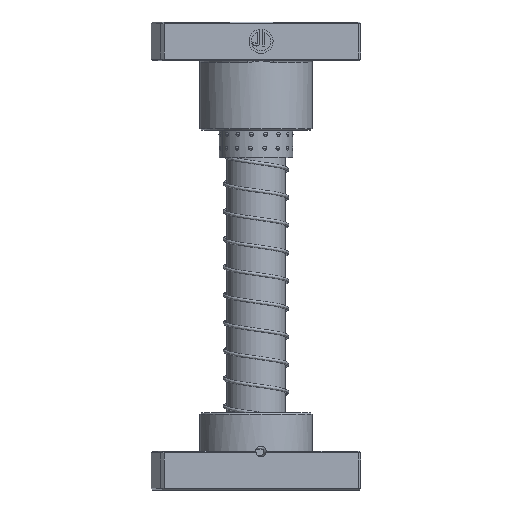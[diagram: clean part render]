
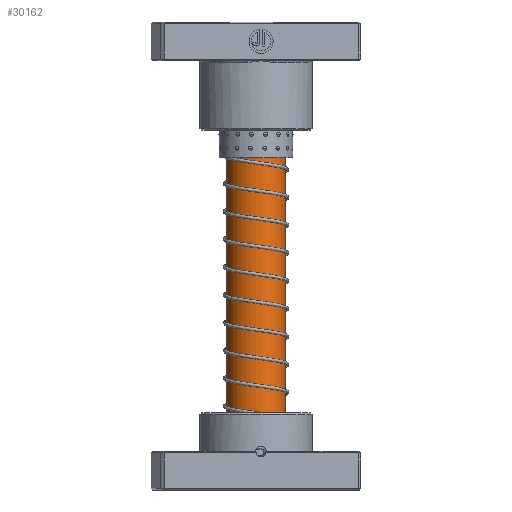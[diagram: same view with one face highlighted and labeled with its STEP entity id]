
A CAD part, front view. The second image highlights one B-rep face of the part: STEP entity #30162.
In plain terms, the highlighted cylindrical face has radius 19 mm (diameter 38 mm), a partial arc.
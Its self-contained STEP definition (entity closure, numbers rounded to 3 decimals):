
#1460 = EDGE_LOOP ( 'NONE', ( #5803, #15139, #12654, #24842 ) ) ;
#2364 = VERTEX_POINT ( 'NONE', #3837 ) ;
#3837 = CARTESIAN_POINT ( 'NONE',  ( 19., 0., 256. ) ) ;
#5578 = LINE ( 'NONE', #20721, #42060 ) ;
#5803 = ORIENTED_EDGE ( 'NONE', *, *, #9954, .F. ) ;
#6114 = EDGE_CURVE ( 'NONE', #2364, #40786, #7048, .T. ) ;
#7048 = CIRCLE ( 'NONE', #38561, 19. ) ;
#8623 = FACE_OUTER_BOUND ( 'NONE', #1460, .T. ) ;
#9954 = EDGE_CURVE ( 'NONE', #2364, #37093, #5578, .T. ) ;
#10192 = CARTESIAN_POINT ( 'NONE',  ( 0., 0., 256. ) ) ;
#10888 = CARTESIAN_POINT ( 'NONE',  ( 19., 0., 29.25 ) ) ;
#11866 = AXIS2_PLACEMENT_3D ( 'NONE', #16845, #45246, #27684 ) ;
#12654 = ORIENTED_EDGE ( 'NONE', *, *, #41242, .T. ) ;
#12741 = DIRECTION ( 'NONE',  ( 0., 0., -1. ) ) ;
#12810 = AXIS2_PLACEMENT_3D ( 'NONE', #33920, #12741, #37467 ) ;
#13745 = DIRECTION ( 'NONE',  ( 1., 0., 0. ) ) ;
#15139 = ORIENTED_EDGE ( 'NONE', *, *, #6114, .T. ) ;
#15789 = LINE ( 'NONE', #35130, #33491 ) ;
#16845 = CARTESIAN_POINT ( 'NONE',  ( 0., 0., 260. ) ) ;
#16932 = CYLINDRICAL_SURFACE ( 'NONE', #11866, 19. ) ;
#20721 = CARTESIAN_POINT ( 'NONE',  ( 19., 0., 260. ) ) ;
#24491 = DIRECTION ( 'NONE',  ( 0., 0., -1. ) ) ;
#24842 = ORIENTED_EDGE ( 'NONE', *, *, #32067, .F. ) ;
#27684 = DIRECTION ( 'NONE',  ( -1., 0., 0. ) ) ;
#30162 = ADVANCED_FACE ( 'NONE', ( #8623 ), #16932, .T. ) ;
#32067 = EDGE_CURVE ( 'NONE', #37093, #35805, #33902, .T. ) ;
#33491 = VECTOR ( 'NONE', #24491, 1000. ) ;
#33902 = CIRCLE ( 'NONE', #12810, 19. ) ;
#33920 = CARTESIAN_POINT ( 'NONE',  ( 0., 0., 29.25 ) ) ;
#34934 = DIRECTION ( 'NONE',  ( 0., 0., -1. ) ) ;
#35130 = CARTESIAN_POINT ( 'NONE',  ( -19., 0., 260. ) ) ;
#35177 = CARTESIAN_POINT ( 'NONE',  ( -19., 0., 256. ) ) ;
#35805 = VERTEX_POINT ( 'NONE', #41696 ) ;
#37093 = VERTEX_POINT ( 'NONE', #10888 ) ;
#37467 = DIRECTION ( 'NONE',  ( -1., 0., 0. ) ) ;
#38561 = AXIS2_PLACEMENT_3D ( 'NONE', #10192, #34934, #13745 ) ;
#40786 = VERTEX_POINT ( 'NONE', #35177 ) ;
#41242 = EDGE_CURVE ( 'NONE', #40786, #35805, #15789, .T. ) ;
#41696 = CARTESIAN_POINT ( 'NONE',  ( -19., 0., 29.25 ) ) ;
#42060 = VECTOR ( 'NONE', #45423, 1000. ) ;
#45246 = DIRECTION ( 'NONE',  ( 0., 0., -1. ) ) ;
#45423 = DIRECTION ( 'NONE',  ( 0., 0., -1. ) ) ;
